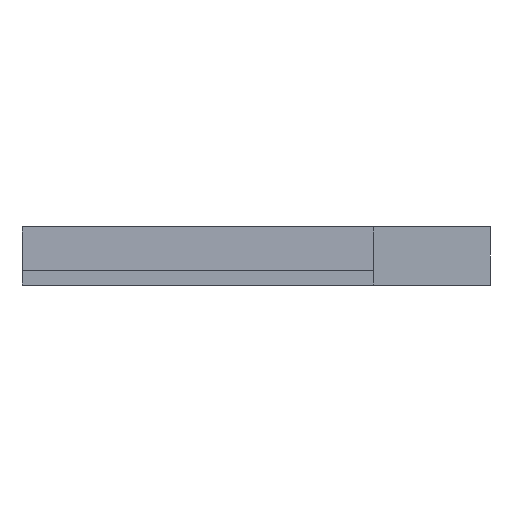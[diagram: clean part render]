
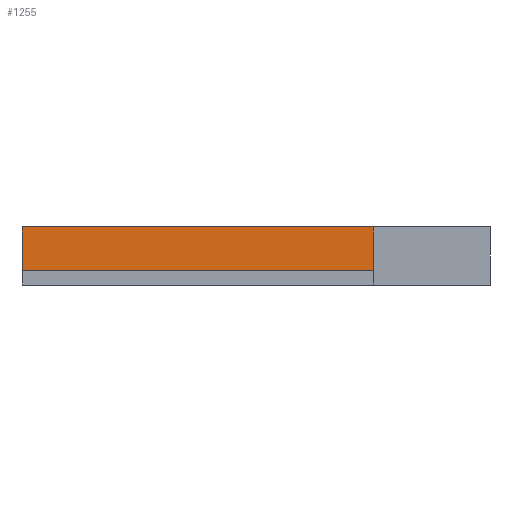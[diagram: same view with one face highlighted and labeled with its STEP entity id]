
A CAD part, left-side view. The second image highlights one B-rep face of the part: STEP entity #1255.
In plain terms, the highlighted planar face has unit normal (-0.316, 0, 0.949).
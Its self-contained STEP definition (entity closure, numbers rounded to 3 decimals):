
#123 = CARTESIAN_POINT ( 'NONE',  ( -29.5, -8.1, 4. ) ) ;
#161 = EDGE_CURVE ( 'NONE', #378, #286, #855, .T. ) ;
#234 = EDGE_CURVE ( 'NONE', #286, #1298, #385, .T. ) ;
#286 = VERTEX_POINT ( 'NONE', #1707 ) ;
#347 = CARTESIAN_POINT ( 'NONE',  ( -38.5, -16.1, 1. ) ) ;
#369 = CARTESIAN_POINT ( 'NONE',  ( -38.5, 16.1, 1. ) ) ;
#378 = VERTEX_POINT ( 'NONE', #123 ) ;
#381 = EDGE_CURVE ( 'NONE', #1427, #378, #1038, .T. ) ;
#385 = LINE ( 'NONE', #1332, #1654 ) ;
#464 = PLANE ( 'NONE',  #742 ) ;
#623 = EDGE_CURVE ( 'NONE', #1427, #1298, #1570, .T. ) ;
#655 = DIRECTION ( 'NONE',  ( 0.949, 0., 0.316 ) ) ;
#719 = CARTESIAN_POINT ( 'NONE',  ( -29.5, -16.1, 4. ) ) ;
#731 = ORIENTED_EDGE ( 'NONE', *, *, #623, .F. ) ;
#742 = AXIS2_PLACEMENT_3D ( 'NONE', #1527, #1395, #1022 ) ;
#855 = LINE ( 'NONE', #719, #899 ) ;
#899 = VECTOR ( 'NONE', #1665, 1000. ) ;
#987 = ORIENTED_EDGE ( 'NONE', *, *, #234, .T. ) ;
#1014 = VECTOR ( 'NONE', #1142, 1000. ) ;
#1022 = DIRECTION ( 'NONE',  ( -0.949, 0., -0.316 ) ) ;
#1036 = ORIENTED_EDGE ( 'NONE', *, *, #161, .T. ) ;
#1038 = LINE ( 'NONE', #1330, #1487 ) ;
#1142 = DIRECTION ( 'NONE',  ( 0., 1., 0. ) ) ;
#1255 = ADVANCED_FACE ( 'NONE', ( #1655 ), #464, .F. ) ;
#1298 = VERTEX_POINT ( 'NONE', #369 ) ;
#1330 = CARTESIAN_POINT ( 'NONE',  ( -21.985, -8.1, 6.505 ) ) ;
#1332 = CARTESIAN_POINT ( 'NONE',  ( -29.5, 16.1, 4. ) ) ;
#1355 = ORIENTED_EDGE ( 'NONE', *, *, #381, .T. ) ;
#1395 = DIRECTION ( 'NONE',  ( 0.316, 0., -0.949 ) ) ;
#1427 = VERTEX_POINT ( 'NONE', #1641 ) ;
#1487 = VECTOR ( 'NONE', #655, 1000. ) ;
#1527 = CARTESIAN_POINT ( 'NONE',  ( -29.5, -16.1, 4. ) ) ;
#1550 = DIRECTION ( 'NONE',  ( -0.949, 0., -0.316 ) ) ;
#1570 = LINE ( 'NONE', #347, #1014 ) ;
#1641 = CARTESIAN_POINT ( 'NONE',  ( -38.5, -8.1, 1. ) ) ;
#1652 = EDGE_LOOP ( 'NONE', ( #1355, #1036, #987, #731 ) ) ;
#1654 = VECTOR ( 'NONE', #1550, 1000. ) ;
#1655 = FACE_OUTER_BOUND ( 'NONE', #1652, .T. ) ;
#1665 = DIRECTION ( 'NONE',  ( 0., 1., 0. ) ) ;
#1707 = CARTESIAN_POINT ( 'NONE',  ( -29.5, 16.1, 4. ) ) ;
